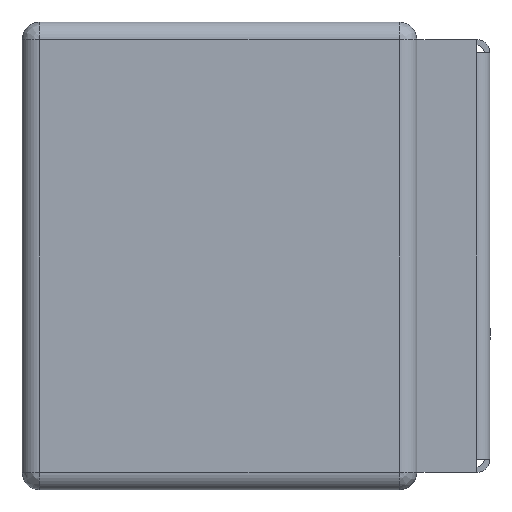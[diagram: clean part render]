
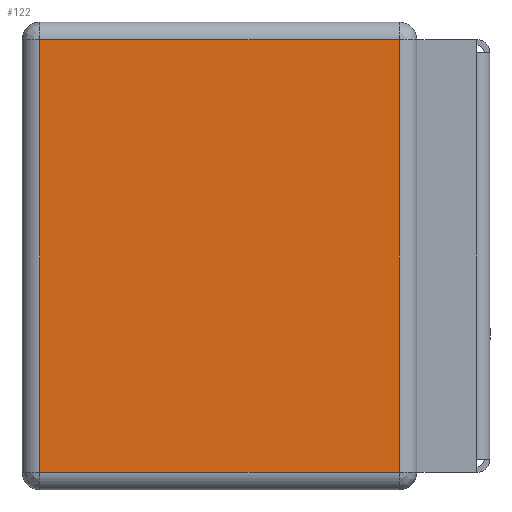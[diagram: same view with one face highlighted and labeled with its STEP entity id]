
A CAD part, left-side view. The second image highlights one B-rep face of the part: STEP entity #122.
In plain terms, the highlighted planar face has unit normal (-1, 0, 0).
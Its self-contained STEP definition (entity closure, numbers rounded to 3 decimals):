
#52 = LINE ( 'NONE', #4355, #3288 ) ;
#119 = ORIENTED_EDGE ( 'NONE', *, *, #5022, .F. ) ;
#122 = ADVANCED_FACE ( 'NONE', ( #735 ), #4627, .F. ) ;
#271 = VECTOR ( 'NONE', #3385, 1000. ) ;
#663 = ORIENTED_EDGE ( 'NONE', *, *, #2819, .F. ) ;
#735 = FACE_OUTER_BOUND ( 'NONE', #2127, .T. ) ;
#756 = CARTESIAN_POINT ( 'NONE',  ( -80., 152., 74. ) ) ;
#1411 = VERTEX_POINT ( 'NONE', #1748 ) ;
#1748 = CARTESIAN_POINT ( 'NONE',  ( -80., 29., 74. ) ) ;
#1801 = CARTESIAN_POINT ( 'NONE',  ( -80., 29., -74. ) ) ;
#2029 = ORIENTED_EDGE ( 'NONE', *, *, #5011, .F. ) ;
#2127 = EDGE_LOOP ( 'NONE', ( #119, #2029, #4603, #663 ) ) ;
#2693 = VECTOR ( 'NONE', #3554, 1000. ) ;
#2699 = LINE ( 'NONE', #4073, #2693 ) ;
#2706 = LINE ( 'NONE', #3435, #271 ) ;
#2819 = EDGE_CURVE ( 'NONE', #1411, #5197, #52, .T. ) ;
#2830 = LINE ( 'NONE', #3375, #2832 ) ;
#2832 = VECTOR ( 'NONE', #3340, 1000. ) ;
#3130 = AXIS2_PLACEMENT_3D ( 'NONE', #4670, #4689, #4700 ) ;
#3288 = VECTOR ( 'NONE', #4524, 1000. ) ;
#3340 = DIRECTION ( 'NONE',  ( 0., -1., 0. ) ) ;
#3374 = CARTESIAN_POINT ( 'NONE',  ( -80., 152., -74. ) ) ;
#3375 = CARTESIAN_POINT ( 'NONE',  ( -80., 23., 74. ) ) ;
#3385 = DIRECTION ( 'NONE',  ( 0., 0., 1. ) ) ;
#3435 = CARTESIAN_POINT ( 'NONE',  ( -80., 152., -80. ) ) ;
#3554 = DIRECTION ( 'NONE',  ( 0., 1., 0. ) ) ;
#4073 = CARTESIAN_POINT ( 'NONE',  ( -80., 23., -74. ) ) ;
#4254 = VERTEX_POINT ( 'NONE', #756 ) ;
#4355 = CARTESIAN_POINT ( 'NONE',  ( -80., 29., 74. ) ) ;
#4524 = DIRECTION ( 'NONE',  ( 0., 0., -1. ) ) ;
#4603 = ORIENTED_EDGE ( 'NONE', *, *, #4973, .F. ) ;
#4627 = PLANE ( 'NONE',  #3130 ) ;
#4670 = CARTESIAN_POINT ( 'NONE',  ( -80., 23., -80. ) ) ;
#4689 = DIRECTION ( 'NONE',  ( 1., 0., 0. ) ) ;
#4700 = DIRECTION ( 'NONE',  ( 0., 0., -1. ) ) ;
#4973 = EDGE_CURVE ( 'NONE', #5197, #5018, #2699, .T. ) ;
#5011 = EDGE_CURVE ( 'NONE', #5018, #4254, #2706, .T. ) ;
#5018 = VERTEX_POINT ( 'NONE', #3374 ) ;
#5022 = EDGE_CURVE ( 'NONE', #4254, #1411, #2830, .T. ) ;
#5197 = VERTEX_POINT ( 'NONE', #1801 ) ;
